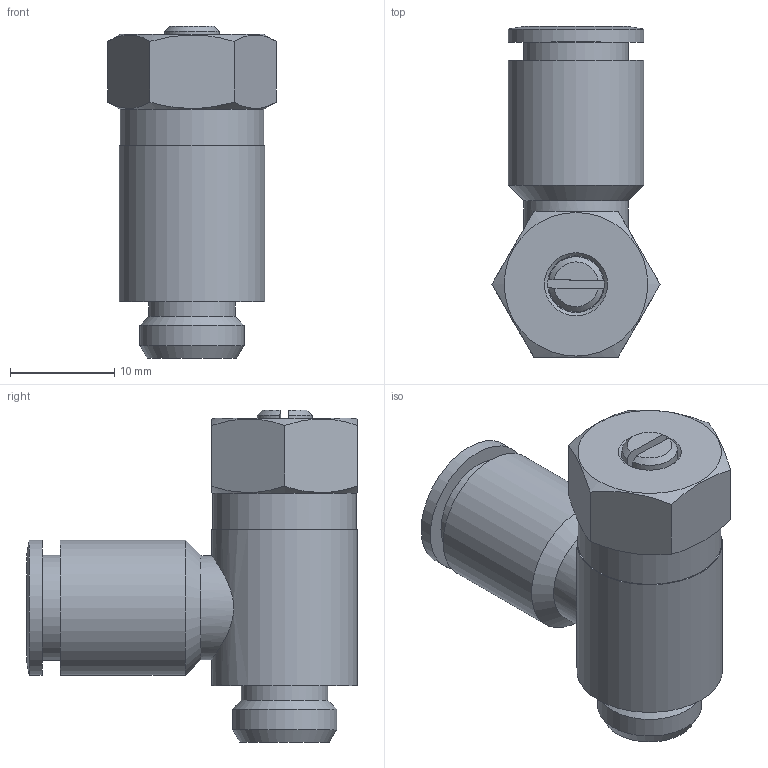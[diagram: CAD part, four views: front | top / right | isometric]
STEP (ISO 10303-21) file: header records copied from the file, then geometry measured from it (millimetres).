
FILE_DESCRIPTION(/* description */ (''),/* implementation_level */ '2;1');
FILE_NAME(/* name */ '290818.stp',/* time_stamp */ '2020-11-12T08:15:46+01:00',/* author */ ('maniean1'),/* organization */ (''),/* preprocessor_version */ 'ST-DEVELOPER v17',/* originating_system */ 'Autodesk Inventor 2019',/* authorisation */ '');
FILE_SCHEMA (('AUTOMOTIVE_DESIGN { 1 0 10303 214 3 1 1 }'));
Length unit declared in the file: millimetre
Products named in the file (3): #1589; 29A18_LIB; 130818
Assembly tree (2 placements, depth 2):
  #1589
    29A18_LIB
    130818
Bounding box: 16.17 x 31.8 x 31.9 mm (x, y, z)
Volume: 5545.8 mm3; surface area: 4128.7 mm2
Topology: 2 solids, 2 shells, 45 faces, 107 edges, 74 vertices
Faces by surface type: plane 20, cylinder 15, cone 10
Full cylindrical faces by diameter (mm): 5.459 x1, 6.2 x1, 8.2 x1, 8.3 x1, 9.8 x1, 9.9 x1, 10 x2, 10.1 x1, 13 x2, 13.8 x1, 14 x1
Entity records: 1567 total; most frequent: CARTESIAN_POINT 330, DIRECTION 241, ORIENTED_EDGE 214, EDGE_CURVE 107, AXIS2_PLACEMENT_3D 103, VERTEX_POINT 74, EDGE_LOOP 57, CIRCLE 53
